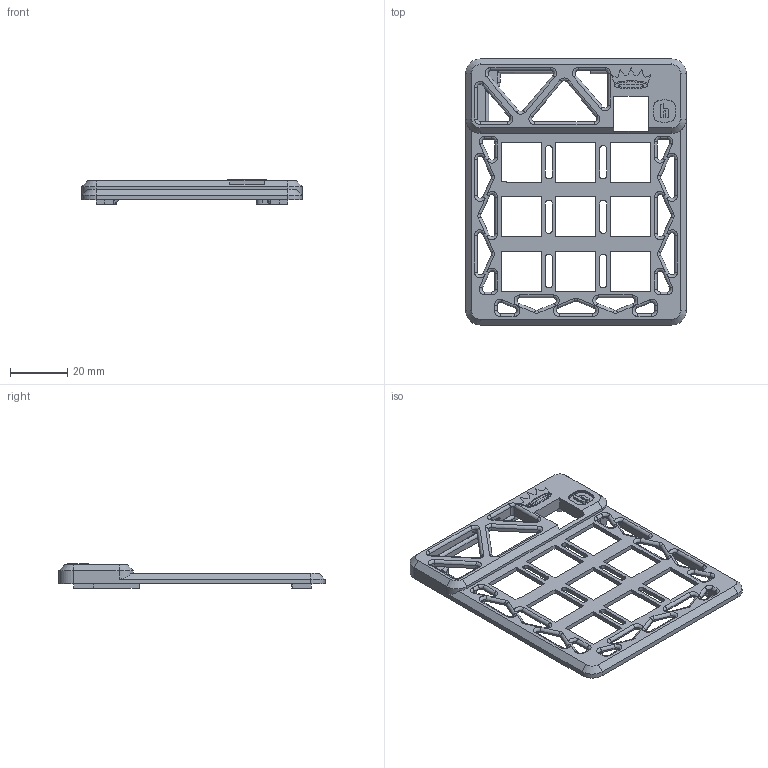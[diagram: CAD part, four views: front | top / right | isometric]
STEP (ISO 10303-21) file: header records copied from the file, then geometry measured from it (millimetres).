
FILE_DESCRIPTION(/* description */ ('STEP AP242','CAx-IF Rec.Pracs.---Representation and Presentation of Product Manufacturing Information (PMI)---4.0---2014-10-13','CAx-IF Rec.Pracs.---3D Tessellated Geometry---0.4---2014-09-14','2;1'),/* implementation_level */ '2;1');
FILE_NAME(/* name */ '67b142f137d74c288b37286f',/* time_stamp */ '2025-02-16T01:44:19Z',/* author */ (''),/* organization */ (''),/* preprocessor_version */ 'ST-DEVELOPER v20',/* originating_system */ 'ONSHAPE BY PTC INC, 1.193',/* authorisation */ ' ');
FILE_SCHEMA (('AP242_MANAGED_MODEL_BASED_3D_ENGINEERING_MIM_LF { 1 0 10303 442 1 1 4 }'));
Length unit declared in the file: metre
Products named in the file (3): Case Top; Crown 2; Crown 1
Bounding box: 77 x 93 x 8.39 mm (x, y, z)
Volume: 12051.2 mm3; surface area: 13042.9 mm2
Topology: 3 solids, 3 shells, 1039 faces, 2979 edges, 1943 vertices
Faces by surface type: plane 635, cylinder 284, torus 58, bspline 52, cone 10
Entity records: 34141 total; most frequent: CARTESIAN_POINT 6554, ORIENTED_EDGE 5950, DIRECTION 5510, EDGE_CURVE 2975, LINE 2200, VECTOR 2200, VERTEX_POINT 1943, AXIS2_PLACEMENT_3D 1655
